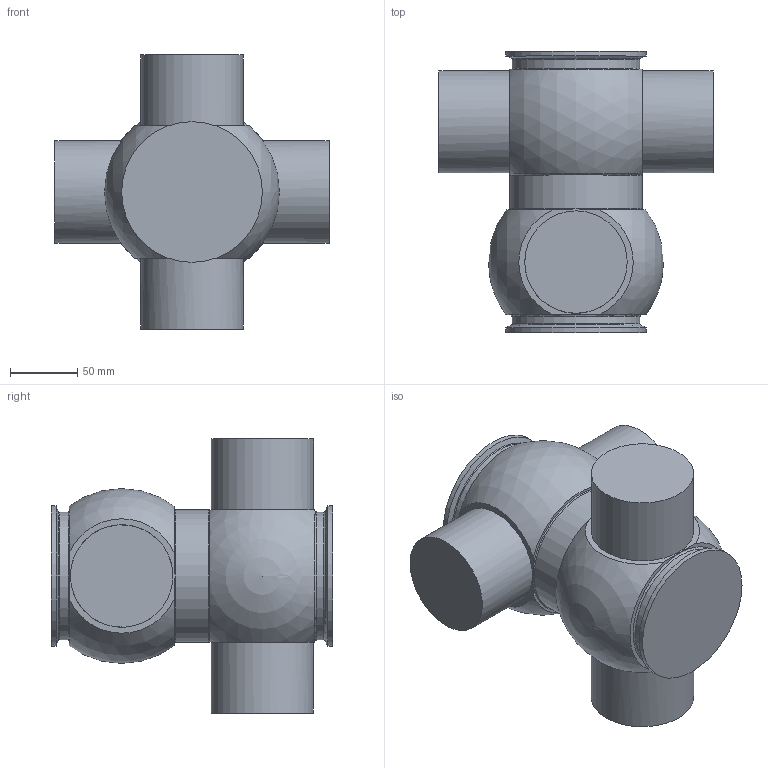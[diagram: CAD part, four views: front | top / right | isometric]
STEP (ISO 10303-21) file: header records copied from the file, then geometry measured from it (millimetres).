
FILE_DESCRIPTION(/* description */ ('STEP AP214'),/* implementation_level */ '2;1');
FILE_NAME(/* name */ '113075.STEP',/* time_stamp */ '2021-04-21T18:50:07+05:00',/* author */ ('H7M44K'),/* organization */ (''),/* preprocessor_version */ 'ST-DEVELOPER v18.1',/* originating_system */ 'Autodesk Inventor 2020',/* authorisation */ '');
FILE_SCHEMA (('AUTOMOTIVE_DESIGN { 1 0 10303 214 3 1 1 }'));
Length unit declared in the file: inch
Products named in the file (1): 113075
Bounding box: 203.96 x 209.55 x 203.96 mm (x, y, z)
Volume: 3009941.5 mm3; surface area: 150612.1 mm2
Topology: 1 solids, 1 shells, 39 faces, 109 edges, 76 vertices
Faces by surface type: plane 16, cylinder 9, torus 8, sphere 4, cone 2
Full cylindrical faces by diameter (mm): 76.2 x4, 95.25 x2, 98.45 x1, 104.648 x2
Entity records: 2590 total; most frequent: CARTESIAN_POINT 1495, DIRECTION 237, ORIENTED_EDGE 214, EDGE_CURVE 107, AXIS2_PLACEMENT_3D 107, VERTEX_POINT 76, CIRCLE 67, EDGE_LOOP 45
